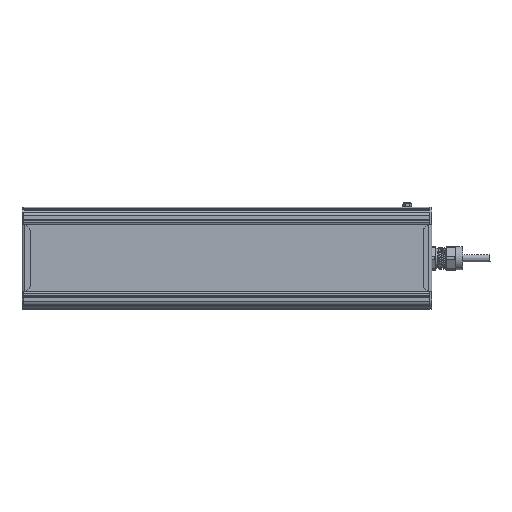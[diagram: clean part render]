
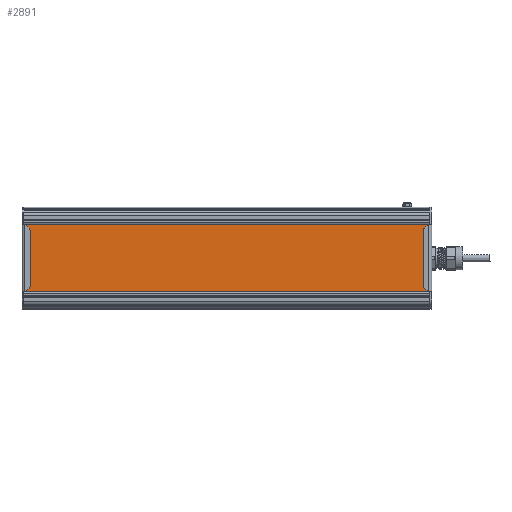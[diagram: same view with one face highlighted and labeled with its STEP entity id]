
A CAD part, front view. The second image highlights one B-rep face of the part: STEP entity #2891.
In plain terms, the highlighted face is planar.
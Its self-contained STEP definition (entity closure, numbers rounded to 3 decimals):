
#2891=ADVANCED_FACE('',(#9310),#9312,.T.);
#9310=FACE_BOUND('',#9311,.T.);
#9311=EDGE_LOOP('',(#31554,#31555,#31556,#31557));
#9312=PLANE('',#9313);
#9313=AXIS2_PLACEMENT_3D('',#9314,#9315,#9316);
#9314=CARTESIAN_POINT('',(120.465,593.492,117.308));
#9315=DIRECTION('',(0.,0.,-1.));
#9316=DIRECTION('',(0.,1.,0.));
#31554=ORIENTED_EDGE('',*,*,#35327,.T.);
#31555=ORIENTED_EDGE('',*,*,#35326,.T.);
#31556=ORIENTED_EDGE('',*,*,#35328,.F.);
#31557=ORIENTED_EDGE('',*,*,#35329,.F.);
#35326=EDGE_CURVE('',#38279,#38284,#38286,.T.);
#35327=EDGE_CURVE('',#38287,#38279,#38288,.T.);
#35328=EDGE_CURVE('',#38289,#38284,#38290,.T.);
#35329=EDGE_CURVE('',#38287,#38289,#38291,.T.);
#38279=VERTEX_POINT('',#48030);
#38284=VERTEX_POINT('',#48039);
#38286=LINE('',#48043,#48044);
#38287=VERTEX_POINT('',#48046);
#38288=LINE('',#48047,#48048);
#38289=VERTEX_POINT('',#48050);
#38290=LINE('',#48051,#48052);
#38291=LINE('',#48054,#48055);
#48030=CARTESIAN_POINT('',(120.465,679.838,117.308));
#48039=CARTESIAN_POINT('',(566.465,679.838,117.308));
#48043=CARTESIAN_POINT('',(120.465,679.838,117.308));
#48044=VECTOR('',#48045,1.);
#48045=DIRECTION('',(1.,0.,0.));
#48046=CARTESIAN_POINT('',(120.465,593.492,117.308));
#48047=CARTESIAN_POINT('',(120.465,593.492,117.308));
#48048=VECTOR('',#48049,1.);
#48049=DIRECTION('',(0.,1.,0.));
#48050=CARTESIAN_POINT('',(566.465,593.492,117.308));
#48051=CARTESIAN_POINT('',(566.465,593.492,117.308));
#48052=VECTOR('',#48053,1.);
#48053=DIRECTION('',(0.,1.,0.));
#48054=CARTESIAN_POINT('',(120.465,593.492,117.308));
#48055=VECTOR('',#48056,1.);
#48056=DIRECTION('',(1.,0.,0.));
